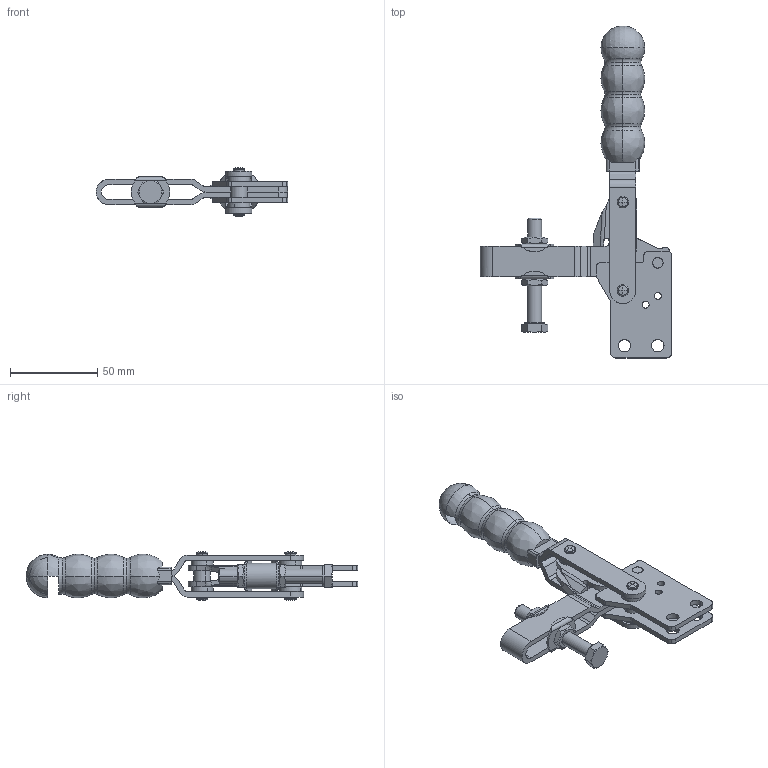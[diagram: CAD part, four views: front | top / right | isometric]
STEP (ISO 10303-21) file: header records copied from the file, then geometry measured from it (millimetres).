
FILE_DESCRIPTION(('CATIA V5 STEP Exchange'),'2;1');
FILE_NAME('VERTIKALSPANNER_TS_V_245_U_357852.stp','2018-08-16T12:07:57+00:00',('none'),('none'),'CATIA Version 5 Release 19 SP 9 (IN-10)','CATIA V5 STEP AP214','none');
FILE_SCHEMA(('AUTOMOTIVE_DESIGN { 1 0 10303 214 1 1 1 1 }'));
Length unit declared in the file: millimetre
Products named in the file (1): VERTIKALSPANNER_TS_V_245_U_357852
Bounding box: 109.57 x 189.83 x 27.96 mm (x, y, z)
Volume: 68220.7 mm3; surface area: 39256.8 mm2
Topology: 1 solids, 3 shells, 687 faces, 2058 edges, 1368 vertices
Faces by surface type: plane 355, cylinder 216, cone 38, torus 36, bspline 26, sphere 16
Entity records: 27120 total; most frequent: CARTESIAN_POINT 9670, ORIENTED_EDGE 4084, DIRECTION 2837, EDGE_CURVE 2042, VERTEX_POINT 1368, VECTOR 1126, LINE 1126, AXIS2_PLACEMENT_3D 1066
